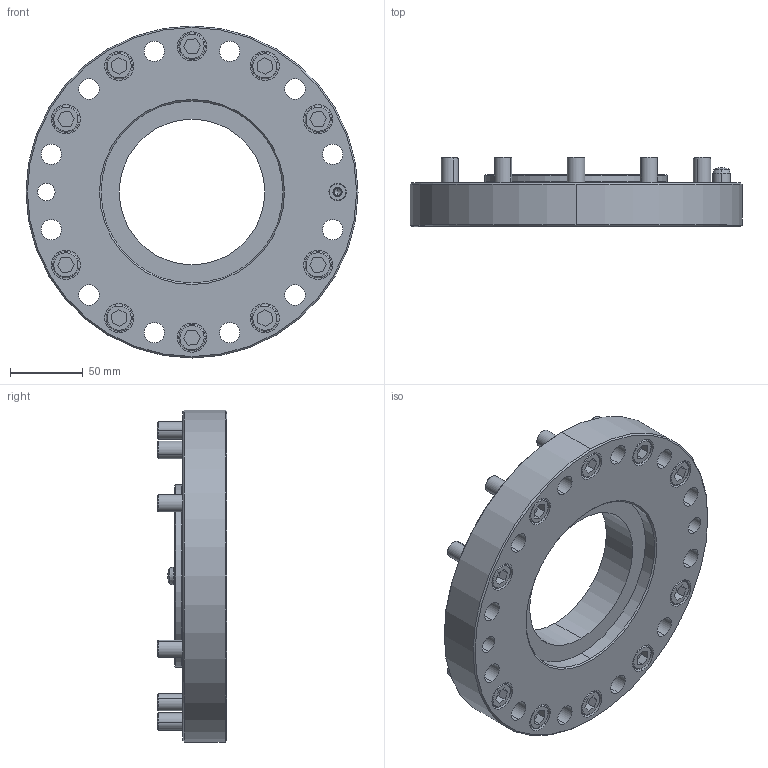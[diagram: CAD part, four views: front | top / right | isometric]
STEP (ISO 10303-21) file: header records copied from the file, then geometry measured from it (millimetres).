
FILE_DESCRIPTION (( 'STEP AP214' ), '1' );
FILE_NAME ('P4502.STEP', '2021-08-17T10:59:19', ( '' ), ( '' ), 'SwSTEP 2.0', 'SolidWorks 2019', '' );
FILE_SCHEMA (( 'AUTOMOTIVE_DESIGN' ));
Length unit declared in the file: millimetre
Products named in the file (1): P4502
Bounding box: 228 x 47.5 x 228 mm (x, y, z)
Volume: 911480.8 mm3; surface area: 154900.9 mm2
Topology: 12 solids, 12 shells, 297 faces, 664 edges, 422 vertices
Faces by surface type: cylinder 122, plane 115, cone 36, torus 22, sphere 2
Entity records: 11796 total; most frequent: DIRECTION 1582, CARTESIAN_POINT 1382, ORIENTED_EDGE 1324, EDGE_CURVE 662, AXIS2_PLACEMENT_3D 622, VERTEX_POINT 422, EDGE_LOOP 380, LINE 338
